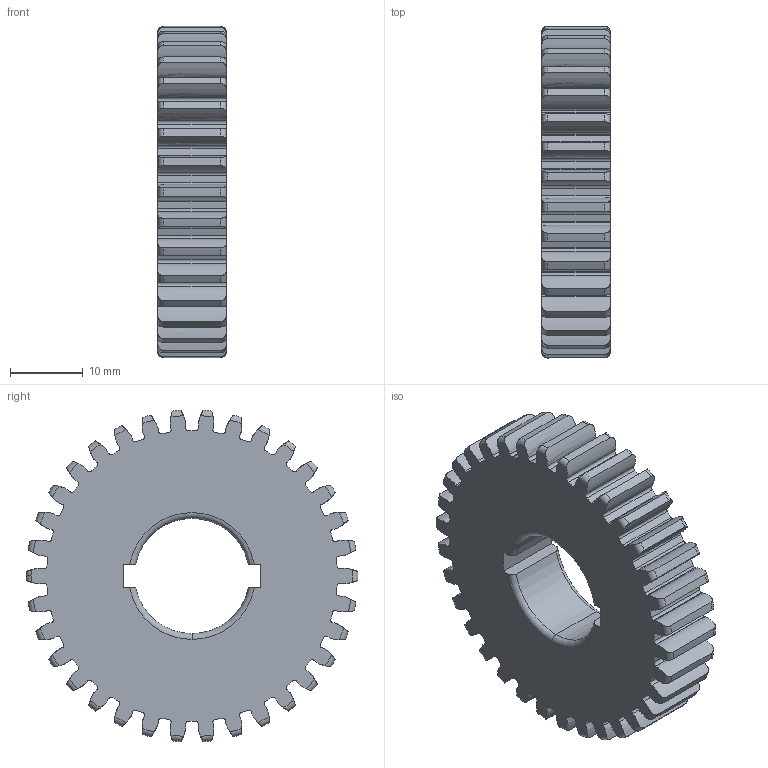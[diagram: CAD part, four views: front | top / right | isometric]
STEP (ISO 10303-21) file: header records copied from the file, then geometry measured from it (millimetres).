
FILE_DESCRIPTION((''),'2;1');
FILE_NAME('GA34','2018-03-21T',('SYSTEM'),(''),'PRO/ENGINEER BY PARAMETRIC TECHNOLOGY CORPORATION, 2016360','PRO/ENGINEER BY PARAMETRIC TECHNOLOGY CORPORATION, 2016360','');
FILE_SCHEMA(('AUTOMOTIVE_DESIGN { 1 0 10303 214 1 1 1 1 }'));
Length unit declared in the file: inch
Products named in the file (1): GA34
Bounding box: 9.4 x 45.72 x 45.62 mm (x, y, z)
Volume: 11575.6 mm3; surface area: 5629.3 mm2
Topology: 1 solids, 1 shells, 312 faces, 974 edges, 664 vertices
Faces by surface type: cylinder 160, torus 76, extrusion 68, plane 8
Entity records: 13729 total; most frequent: CARTESIAN_POINT 5078, ORIENTED_EDGE 1948, DIRECTION 1690, EDGE_CURVE 974, AXIS2_PLACEMENT_3D 688, VERTEX_POINT 664, CIRCLE 444, B_SPLINE_CURVE_WITH_KNOTS 352
